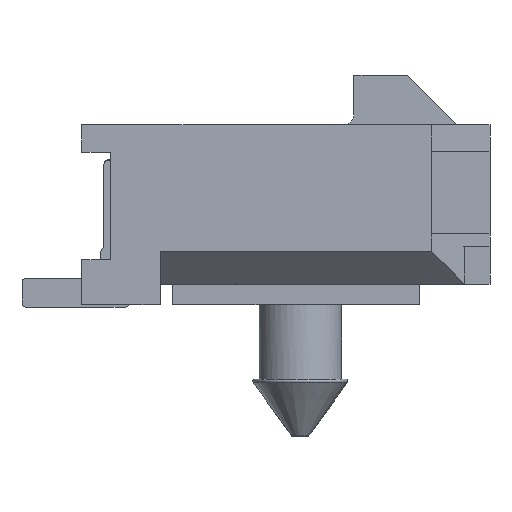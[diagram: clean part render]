
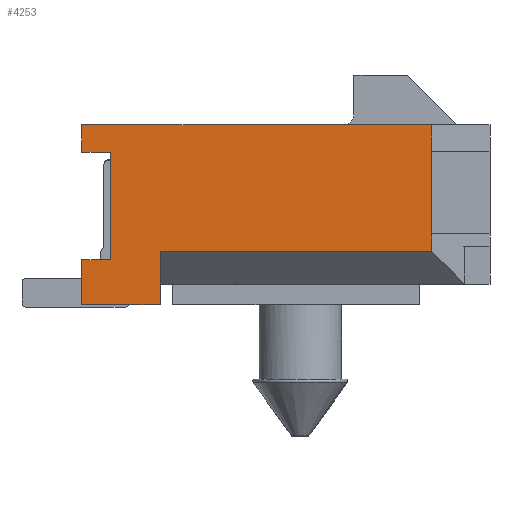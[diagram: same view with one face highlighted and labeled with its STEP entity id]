
A CAD part, left-side view. The second image highlights one B-rep face of the part: STEP entity #4253.
In plain terms, the highlighted planar face has unit normal (-1, 0, 0).
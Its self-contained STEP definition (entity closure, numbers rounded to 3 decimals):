
#532=ORIENTED_EDGE('',*,*,#1723,.T.);
#533=ORIENTED_EDGE('',*,*,#1724,.T.);
#534=ORIENTED_EDGE('',*,*,#1421,.F.);
#535=ORIENTED_EDGE('',*,*,#1725,.T.);
#536=ORIENTED_EDGE('',*,*,#1726,.F.);
#537=ORIENTED_EDGE('',*,*,#1727,.F.);
#538=ORIENTED_EDGE('',*,*,#1728,.F.);
#539=ORIENTED_EDGE('',*,*,#1512,.T.);
#540=ORIENTED_EDGE('',*,*,#1729,.T.);
#541=ORIENTED_EDGE('',*,*,#1730,.T.);
#542=ORIENTED_EDGE('',*,*,#1731,.T.);
#543=ORIENTED_EDGE('',*,*,#1732,.T.);
#1421=EDGE_CURVE('',#2047,#2048,#2443,.T.);
#1512=EDGE_CURVE('',#2136,#2135,#2534,.T.);
#1723=EDGE_CURVE('',#2289,#2290,#2745,.T.);
#1724=EDGE_CURVE('',#2290,#2048,#2746,.T.);
#1725=EDGE_CURVE('',#2047,#2291,#2747,.T.);
#1726=EDGE_CURVE('',#2292,#2291,#2748,.T.);
#1727=EDGE_CURVE('',#2293,#2292,#2749,.T.);
#1728=EDGE_CURVE('',#2136,#2293,#2750,.T.);
#1729=EDGE_CURVE('',#2135,#2294,#2751,.T.);
#1730=EDGE_CURVE('',#2294,#2295,#2752,.T.);
#1731=EDGE_CURVE('',#2295,#2296,#2753,.T.);
#1732=EDGE_CURVE('',#2296,#2289,#2754,.T.);
#2047=VERTEX_POINT('',#5918);
#2048=VERTEX_POINT('',#5920);
#2135=VERTEX_POINT('',#6111);
#2136=VERTEX_POINT('',#6113);
#2289=VERTEX_POINT('',#6517);
#2290=VERTEX_POINT('',#6518);
#2291=VERTEX_POINT('',#6521);
#2292=VERTEX_POINT('',#6523);
#2293=VERTEX_POINT('',#6525);
#2294=VERTEX_POINT('',#6528);
#2295=VERTEX_POINT('',#6530);
#2296=VERTEX_POINT('',#6532);
#2443=LINE('',#5919,#2999);
#2534=LINE('',#6112,#3090);
#2745=LINE('',#6516,#3301);
#2746=LINE('',#6519,#3302);
#2747=LINE('',#6520,#3303);
#2748=LINE('',#6522,#3304);
#2749=LINE('',#6524,#3305);
#2750=LINE('',#6526,#3306);
#2751=LINE('',#6527,#3307);
#2752=LINE('',#6529,#3308);
#2753=LINE('',#6531,#3309);
#2754=LINE('',#6533,#3310);
#2999=VECTOR('',#4773,1000.);
#3090=VECTOR('',#4892,1000.);
#3301=VECTOR('',#5183,1000.);
#3302=VECTOR('',#5184,1000.);
#3303=VECTOR('',#5185,1000.);
#3304=VECTOR('',#5186,1000.);
#3305=VECTOR('',#5187,1000.);
#3306=VECTOR('',#5188,1000.);
#3307=VECTOR('',#5189,1000.);
#3308=VECTOR('',#5190,1000.);
#3309=VECTOR('',#5191,1000.);
#3310=VECTOR('',#5192,1000.);
#3599=EDGE_LOOP('',(#532,#533,#534,#535,#536,#537,#538,#539,#540,#541,#542,
#543));
#3835=FACE_BOUND('',#3599,.T.);
#4062=PLANE('',#4509);
#4253=ADVANCED_FACE('',(#3835),#4062,.T.);
#4509=AXIS2_PLACEMENT_3D('',#6515,#5181,#5182);
#4773=DIRECTION('',(0.,0.,-1.));
#4892=DIRECTION('',(0.,1.,0.));
#5181=DIRECTION('',(-1.,0.,0.));
#5182=DIRECTION('',(0.,0.,1.));
#5183=DIRECTION('',(0.,0.,-1.));
#5184=DIRECTION('',(0.,-1.,0.));
#5185=DIRECTION('',(0.,-1.,0.));
#5186=DIRECTION('',(0.,0.,-1.));
#5187=DIRECTION('',(0.,0.,-1.));
#5188=DIRECTION('',(0.,0.,-1.));
#5189=DIRECTION('',(0.,0.,-1.));
#5190=DIRECTION('',(0.,-1.,0.));
#5191=DIRECTION('',(0.,0.,-1.));
#5192=DIRECTION('',(0.,1.,0.));
#5918=CARTESIAN_POINT('',(-6.325,3.05,-0.885));
#5919=CARTESIAN_POINT('',(-6.325,3.05,-1.685));
#5920=CARTESIAN_POINT('',(-6.325,3.05,-2.185));
#6111=CARTESIAN_POINT('',(-6.325,4.95,2.185));
#6112=CARTESIAN_POINT('',(-6.325,-4.95,2.185));
#6113=CARTESIAN_POINT('',(-6.325,-3.536,2.185));
#6515=CARTESIAN_POINT('',(-6.325,0.,0.));
#6516=CARTESIAN_POINT('',(-6.325,4.95,2.185));
#6517=CARTESIAN_POINT('',(-6.325,4.95,-1.085));
#6518=CARTESIAN_POINT('',(-6.325,4.95,-2.185));
#6519=CARTESIAN_POINT('',(-6.325,4.95,-2.185));
#6520=CARTESIAN_POINT('',(-6.325,0.,-0.885));
#6521=CARTESIAN_POINT('',(-6.325,-3.536,-0.885));
#6522=CARTESIAN_POINT('',(-6.325,-3.536,0.));
#6523=CARTESIAN_POINT('',(-6.325,-3.536,-0.465));
#6524=CARTESIAN_POINT('',(-6.325,-3.536,1.535));
#6525=CARTESIAN_POINT('',(-6.325,-3.536,1.535));
#6526=CARTESIAN_POINT('',(-6.325,-3.536,0.));
#6527=CARTESIAN_POINT('',(-6.325,4.95,2.185));
#6528=CARTESIAN_POINT('',(-6.325,4.95,1.515));
#6529=CARTESIAN_POINT('',(-6.325,0.,1.515));
#6530=CARTESIAN_POINT('',(-6.325,4.25,1.515));
#6531=CARTESIAN_POINT('',(-6.325,4.25,0.));
#6532=CARTESIAN_POINT('',(-6.325,4.25,-1.085));
#6533=CARTESIAN_POINT('',(-6.325,0.,-1.085));
